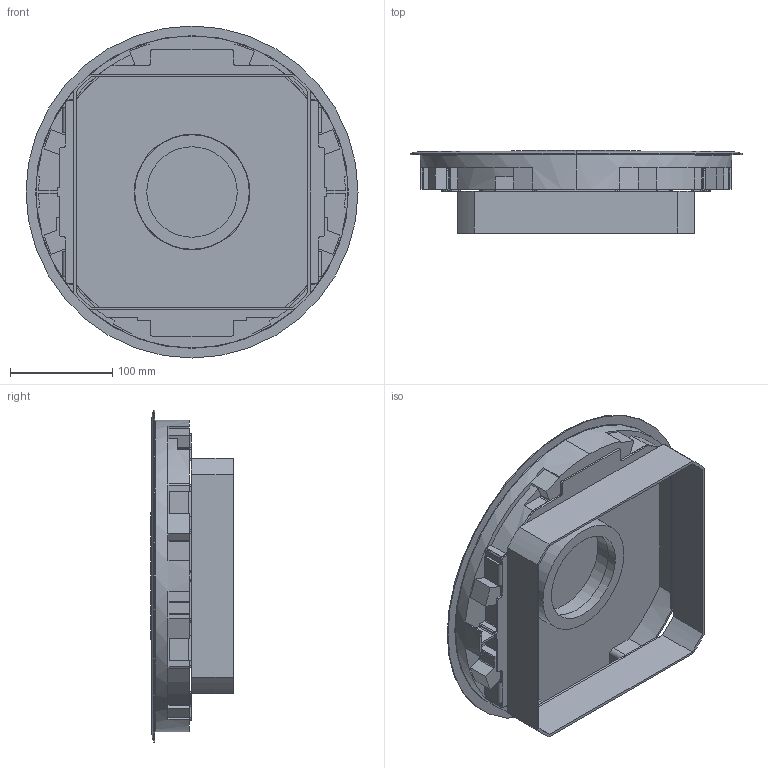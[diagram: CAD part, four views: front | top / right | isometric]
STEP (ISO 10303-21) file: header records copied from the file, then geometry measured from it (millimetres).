
FILE_DESCRIPTION (( 'STEP AP203' ), '1' );
FILE_NAME ('VANR1201TU.STEP', '2022-08-03T11:45:11', ( '' ), ( '' ), 'SwSTEP 2.0', 'SolidWorks 2019', '' );
FILE_SCHEMA (( 'CONFIG_CONTROL_DESIGN' ));
Length unit declared in the file: millimetre
Products named in the file (9): VAN R12 Rahmen mit PA6 Rastleiter_VAN R12 Deckel geschlossen; VANR1201TU; Rastleiter KEQ12_Standard; Adapterblech VAN R12 für PA6 Rastleiter Leitungsauslassseite_Standard; VAN Deckel Rillen LAL_lackiert in RAL 9005; Adapterblech VAN R12 für PA6 Rastleiter Seitenteil_Standard; G8423_9005 abgeschnitten; Rahmen KD R3R5 Alu_Nachbearbeitet; Adapterblech VAN R12 für PA6 Rastleiter Scharnierseite_Standard
Assembly tree (9 placements, depth 3):
  VANR1201TU
    VAN R12 Rahmen mit PA6 Rastleiter_VAN R12 Deckel geschlossen
      Rahmen KD R3R5 Alu_Nachbearbeitet
      Rastleiter KEQ12_Standard
      Adapterblech VAN R12 für PA6 Rastleiter Leitungsauslassseite_Standard
      Adapterblech VAN R12 für PA6 Rastleiter Scharnierseite_Standard
      Adapterblech VAN R12 für PA6 Rastleiter Seitenteil_Standard  x2
    VAN Deckel Rillen LAL_lackiert in RAL 9005
    G8423_9005 abgeschnitten
Bounding box: 325 x 81 x 325 mm (x, y, z)
Volume: 1206241.2 mm3; surface area: 447971.7 mm2
Topology: 9 solids, 9 shells, 360 faces, 977 edges, 640 vertices
Faces by surface type: plane 184, cylinder 152, torus 14, cone 10
Entity records: 11045 total; most frequent: DIRECTION 1830, CARTESIAN_POINT 1810, ORIENTED_EDGE 1706, EDGE_CURVE 853, AXIS2_PLACEMENT_3D 656, VERTEX_POINT 560, VECTOR 518, LINE 518
